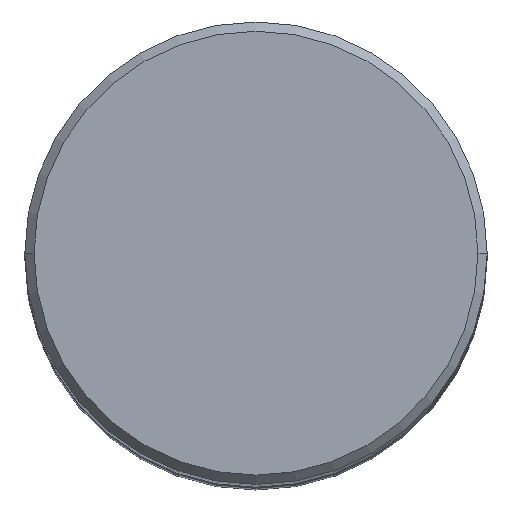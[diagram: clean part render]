
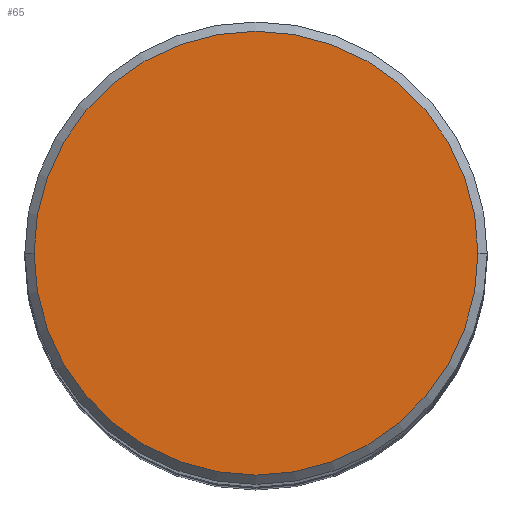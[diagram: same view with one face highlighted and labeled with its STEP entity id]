
A CAD part, top view. The second image highlights one B-rep face of the part: STEP entity #65.
In plain terms, the highlighted planar face has unit normal (0, 0, 1).
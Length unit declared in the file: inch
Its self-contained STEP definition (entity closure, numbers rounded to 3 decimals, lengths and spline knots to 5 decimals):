
#35 = CARTESIAN_POINT ( 'NONE',  ( 0., 0., 0. ) ) ;
#65 = ADVANCED_FACE ( 'NONE', ( #236 ), #456, .F. ) ;
#66 = CARTESIAN_POINT ( 'NONE',  ( 0., 0.48, 0. ) ) ;
#97 = ORIENTED_EDGE ( 'NONE', *, *, #104, .T. ) ;
#104 = EDGE_CURVE ( 'NONE', #546, #412, #390, .T. ) ;
#126 = CARTESIAN_POINT ( 'NONE',  ( -0.48, 0., 0. ) ) ;
#138 = CARTESIAN_POINT ( 'NONE',  ( 0.48, 0., 0. ) ) ;
#185 = DIRECTION ( 'NONE',  ( 0., 0., -1. ) ) ;
#215 = EDGE_LOOP ( 'NONE', ( #97, #492 ) ) ;
#220 = AXIS2_PLACEMENT_3D ( 'NONE', #35, #349, #382 ) ;
#234 = AXIS2_PLACEMENT_3D ( 'NONE', #66, #185, #358 ) ;
#236 = FACE_OUTER_BOUND ( 'NONE', #215, .T. ) ;
#297 = EDGE_CURVE ( 'NONE', #412, #546, #440, .T. ) ;
#313 = AXIS2_PLACEMENT_3D ( 'NONE', #366, #457, #330 ) ;
#330 = DIRECTION ( 'NONE',  ( 1., 0., 0. ) ) ;
#349 = DIRECTION ( 'NONE',  ( 0., 0., 1. ) ) ;
#358 = DIRECTION ( 'NONE',  ( -1., 0., 0. ) ) ;
#366 = CARTESIAN_POINT ( 'NONE',  ( 0., 0., 0. ) ) ;
#382 = DIRECTION ( 'NONE',  ( 1., 0., 0. ) ) ;
#390 = CIRCLE ( 'NONE', #220, 0.48 ) ;
#412 = VERTEX_POINT ( 'NONE', #138 ) ;
#440 = CIRCLE ( 'NONE', #313, 0.48 ) ;
#456 = PLANE ( 'NONE',  #234 ) ;
#457 = DIRECTION ( 'NONE',  ( 0., 0., 1. ) ) ;
#492 = ORIENTED_EDGE ( 'NONE', *, *, #297, .T. ) ;
#546 = VERTEX_POINT ( 'NONE', #126 ) ;
